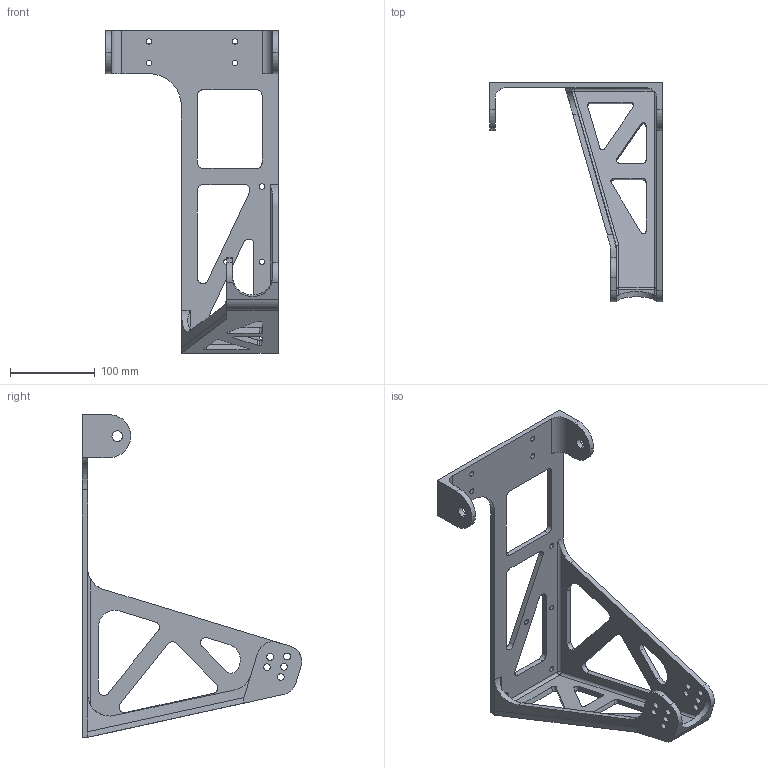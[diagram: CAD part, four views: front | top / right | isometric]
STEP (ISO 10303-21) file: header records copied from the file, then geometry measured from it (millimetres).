
FILE_DESCRIPTION (( 'STEP AP203' ), '1' );
FILE_NAME ('Right Rear Suspension Mount.STEP', '2023-02-03T01:27:42', ( '' ), ( '' ), 'SwSTEP 2.0', 'SolidWorks 2021', '' );
FILE_SCHEMA (( 'CONFIG_CONTROL_DESIGN' ));
Length unit declared in the file: inch
Products named in the file (1): Right Rear Suspension Mount
Bounding box: 203.45 x 258.97 x 381 mm (x, y, z)
Volume: 488189.5 mm3; surface area: 177947 mm2
Topology: 1 solids, 1 shells, 158 faces, 454 edges, 296 vertices
Faces by surface type: cylinder 98, plane 51, sphere 5, bspline 4
Entity records: 5788 total; most frequent: CARTESIAN_POINT 1330, DIRECTION 934, ORIENTED_EDGE 904, EDGE_CURVE 452, AXIS2_PLACEMENT_3D 347, VERTEX_POINT 296, VECTOR 240, LINE 240
